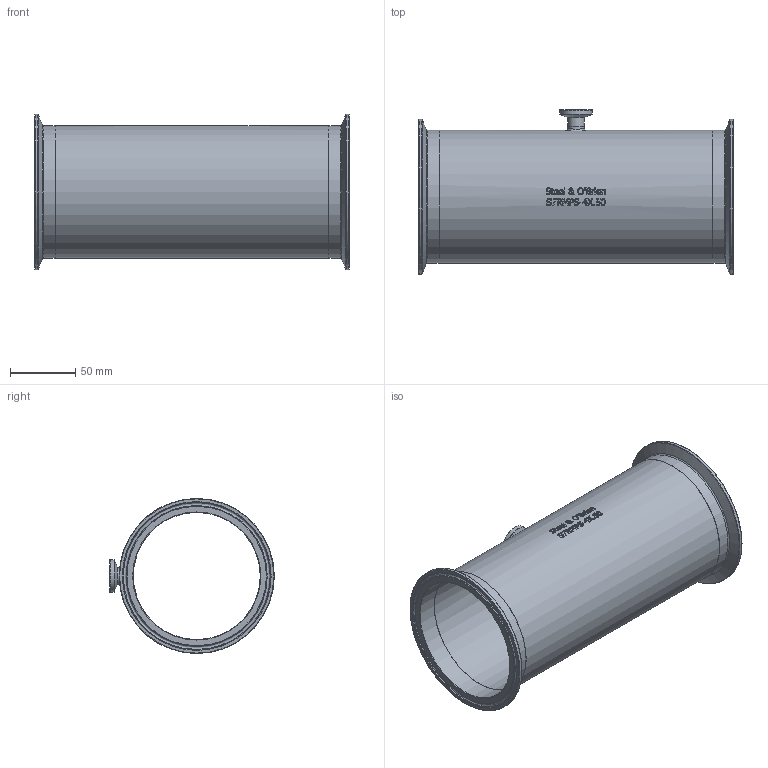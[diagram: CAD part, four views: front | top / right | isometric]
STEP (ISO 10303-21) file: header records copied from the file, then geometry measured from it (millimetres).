
FILE_DESCRIPTION(/* description */ (''),/* implementation_level */ '2;1');
FILE_NAME(/* name */ 'S7RMPS-4X.50.stp',/* time_stamp */ '2018-11-30T08:45:56-05:00',/* author */ ('ken'),/* organization */ (''),/* preprocessor_version */ 'ST-DEVELOPER v15.2',/* originating_system */ 'Autodesk Inventor 2014',/* authorisation */ '');
FILE_SCHEMA (('AUTOMOTIVE_DESIGN { 1 0 10303 214 3 1 1 }'));
Length unit declared in the file: inch
Products named in the file (1): S7RMPS-4X.50
Bounding box: 241.3 x 126.14 x 118.92 mm (x, y, z)
Volume: 184994.7 mm3; surface area: 165806.6 mm2
Topology: 1 solids, 1 shells, 456 faces, 1189 edges, 782 vertices
Faces by surface type: bspline 192, plane 180, cylinder 52, torus 24, cone 8
Full cylindrical faces by diameter (mm): 9.398 x2, 12.7 x2, 21.895 x1, 24.994 x1, 97.384 x3, 101.6 x3, 118.923 x2
Entity records: 17398 total; most frequent: CARTESIAN_POINT 7377, ORIENTED_EDGE 2276, DIRECTION 1519, EDGE_CURVE 1138, VERTEX_POINT 778, EDGE_LOOP 554, LINE 517, VECTOR 517
